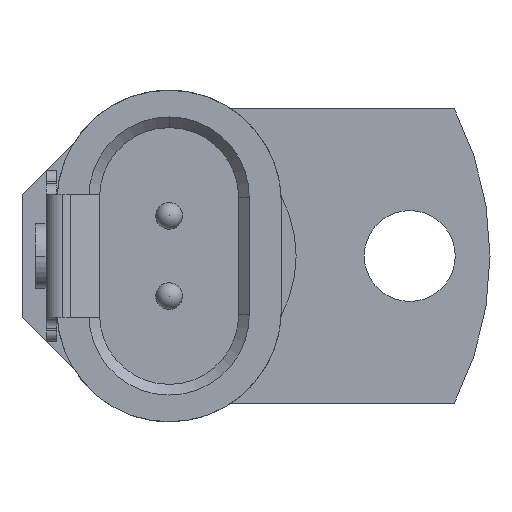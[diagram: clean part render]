
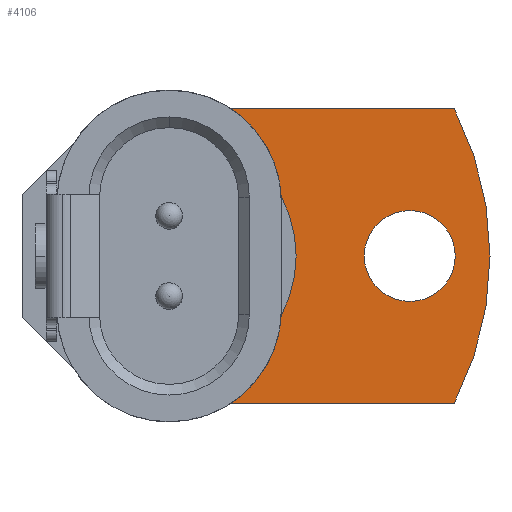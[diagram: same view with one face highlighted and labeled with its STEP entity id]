
A CAD part, front view. The second image highlights one B-rep face of the part: STEP entity #4106.
In plain terms, the highlighted planar face has unit normal (0, -1, 0).
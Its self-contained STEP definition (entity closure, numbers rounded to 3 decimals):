
#261 = CARTESIAN_POINT ( 'NONE',  ( 8.5, 0., -2.75 ) ) ;
#269 = DIRECTION ( 'NONE',  ( 0., -1., 0. ) ) ;
#315 = VERTEX_POINT ( 'NONE', #10585 ) ;
#335 = DIRECTION ( 'NONE',  ( 0., 1., 0. ) ) ;
#454 = EDGE_CURVE ( 'Defeature ausgef�hrt2_53+Defeature ausgef�hrt2_67+Defeature ausgef�hrt2_74+Defeature ausgef�hrt2_56', #315, #845, #4680, .T. ) ;
#489 = ORIENTED_EDGE ( 'NONE', *, *, #3695, .F. ) ;
#845 = VERTEX_POINT ( 'NONE', #7249 ) ;
#928 = VERTEX_POINT ( 'NONE', #6784 ) ;
#1030 = DIRECTION ( 'NONE',  ( 0., 0., 1. ) ) ;
#1032 = DIRECTION ( 'NONE',  ( 0., 0., 1. ) ) ;
#1082 = PLANE ( 'NONE',  #3532 ) ;
#1149 = AXIS2_PLACEMENT_3D ( 'NONE', #6454, #2942, #1030 ) ;
#1181 = EDGE_CURVE ( 'Defeature ausgef�hrt2_52+Defeature ausgef�hrt2_53+Defeature ausgef�hrt2_57+Defeature ausgef�hrt2_56', #8717, #928, #9413, .T. ) ;
#1230 = VERTEX_POINT ( 'NONE', #6643 ) ;
#1243 = VERTEX_POINT ( 'NONE', #10181 ) ;
#1322 = VERTEX_POINT ( 'NONE', #6926 ) ;
#2036 = EDGE_CURVE ( 'Defeature ausgef�hrt2_53+Defeature ausgef�hrt2_74+Defeature ausgef�hrt2_69+Defeature ausgef�hrt2_67', #8645, #315, #10011, .T. ) ;
#2176 = CARTESIAN_POINT ( 'NONE',  ( 0., 0., 0. ) ) ;
#2515 = ORIENTED_EDGE ( 'NONE', *, *, #1181, .F. ) ;
#2780 = CIRCLE ( 'NONE', #4647, 0.85 ) ;
#2888 = AXIS2_PLACEMENT_3D ( 'NONE', #9531, #7885, #9638 ) ;
#2892 = DIRECTION ( 'NONE',  ( 0., -1., 0. ) ) ;
#2942 = DIRECTION ( 'NONE',  ( 0., 1., 0. ) ) ;
#3137 = CARTESIAN_POINT ( 'NONE',  ( 0., 0., 0. ) ) ;
#3268 = EDGE_LOOP ( 'NONE', ( #5339, #7473, #5619, #2515, #10578, #9267 ) ) ;
#3532 = AXIS2_PLACEMENT_3D ( 'NONE', #2176, #7425, #10978 ) ;
#3567 = DIRECTION ( 'NONE',  ( -1., 0., 0. ) ) ;
#3695 = EDGE_CURVE ( 'Defeature ausgef�hrt2_131+Defeature ausgef�hrt2_53+Defeature ausgef�hrt2_53+Defeature ausgef�hrt2_53', #1230, #1243, #2780, .T. ) ;
#3707 = ORIENTED_EDGE ( 'NONE', *, *, #5892, .F. ) ;
#3822 = DIRECTION ( 'NONE',  ( 0., 0., 1. ) ) ;
#3855 = VECTOR ( 'NONE', #3567, 1000. ) ;
#4057 = CIRCLE ( 'NONE', #10566, 2.1 ) ;
#4106 = ADVANCED_FACE ( 'Defeature ausgef�hrt2_53', ( #7314, #8189 ), #1082, .F. ) ;
#4274 = CIRCLE ( 'NONE', #4450, 0.85 ) ;
#4450 = AXIS2_PLACEMENT_3D ( 'NONE', #4699, #269, #1032 ) ;
#4647 = AXIS2_PLACEMENT_3D ( 'NONE', #10875, #2892, #3822 ) ;
#4680 = CIRCLE ( 'NONE', #1149, 2.1 ) ;
#4699 = CARTESIAN_POINT ( 'NONE',  ( 4.5, 0., 0. ) ) ;
#4803 = LINE ( 'NONE', #261, #6831 ) ;
#5339 = ORIENTED_EDGE ( 'NONE', *, *, #2036, .T. ) ;
#5573 = DIRECTION ( 'NONE',  ( 1., 0., 0. ) ) ;
#5619 = ORIENTED_EDGE ( 'NONE', *, *, #8857, .T. ) ;
#5706 = DIRECTION ( 'NONE',  ( 0., 0., 1. ) ) ;
#5767 = CARTESIAN_POINT ( 'NONE',  ( 2.097, 0., 1.115 ) ) ;
#5892 = EDGE_CURVE ( 'Defeature ausgef�hrt2_131+Defeature ausgef�hrt2_53+Defeature ausgef�hrt2_53+Defeature ausgef�hrt2_53', #1243, #1230, #4274, .T. ) ;
#6245 = EDGE_CURVE ( 'Defeature ausgef�hrt2_53+Defeature ausgef�hrt2_57+Defeature ausgef�hrt2_52+Defeature ausgef�hrt2_69', #8717, #1322, #10801, .T. ) ;
#6454 = CARTESIAN_POINT ( 'NONE',  ( 0., 0., -1. ) ) ;
#6643 = CARTESIAN_POINT ( 'NONE',  ( 4.5, 0., -0.85 ) ) ;
#6709 = EDGE_CURVE ( 'Defeature ausgef�hrt2_69+Defeature ausgef�hrt2_53+Defeature ausgef�hrt2_74+Defeature ausgef�hrt2_66', #8645, #1322, #4057, .T. ) ;
#6784 = CARTESIAN_POINT ( 'NONE',  ( 5.333, 0., -2.75 ) ) ;
#6831 = VECTOR ( 'NONE', #5573, 1000. ) ;
#6926 = CARTESIAN_POINT ( 'NONE',  ( 1.161, 0., 2.75 ) ) ;
#7138 = CARTESIAN_POINT ( 'NONE',  ( 5.333, 0., 2.75 ) ) ;
#7249 = CARTESIAN_POINT ( 'NONE',  ( 1.161, 0., -2.75 ) ) ;
#7314 = FACE_BOUND ( 'NONE', #9155, .T. ) ;
#7425 = DIRECTION ( 'NONE',  ( 0., 1., 0. ) ) ;
#7473 = ORIENTED_EDGE ( 'NONE', *, *, #454, .T. ) ;
#7885 = DIRECTION ( 'NONE',  ( 0., 1., 0. ) ) ;
#8189 = FACE_OUTER_BOUND ( 'NONE', #3268, .T. ) ;
#8645 = VERTEX_POINT ( 'NONE', #5767 ) ;
#8717 = VERTEX_POINT ( 'NONE', #7138 ) ;
#8857 = EDGE_CURVE ( 'Defeature ausgef�hrt2_53+Defeature ausgef�hrt2_56+Defeature ausgef�hrt2_67+Defeature ausgef�hrt2_52', #845, #928, #4803, .T. ) ;
#8916 = CARTESIAN_POINT ( 'NONE',  ( 0., 0., 1. ) ) ;
#9155 = EDGE_LOOP ( 'NONE', ( #3707, #489 ) ) ;
#9251 = DIRECTION ( 'NONE',  ( 0., 0., -1. ) ) ;
#9267 = ORIENTED_EDGE ( 'NONE', *, *, #6709, .F. ) ;
#9413 = CIRCLE ( 'NONE', #10897, 6. ) ;
#9531 = CARTESIAN_POINT ( 'NONE',  ( 0., 0., 0. ) ) ;
#9638 = DIRECTION ( 'NONE',  ( 0., 0., -1. ) ) ;
#9867 = CARTESIAN_POINT ( 'NONE',  ( 8.5, 0., 2.75 ) ) ;
#10011 = CIRCLE ( 'NONE', #2888, 2.375 ) ;
#10181 = CARTESIAN_POINT ( 'NONE',  ( 4.5, 0., 0.85 ) ) ;
#10566 = AXIS2_PLACEMENT_3D ( 'NONE', #8916, #10781, #5706 ) ;
#10578 = ORIENTED_EDGE ( 'NONE', *, *, #6245, .T. ) ;
#10585 = CARTESIAN_POINT ( 'NONE',  ( 2.097, 0., -1.115 ) ) ;
#10781 = DIRECTION ( 'NONE',  ( 0., -1., 0. ) ) ;
#10801 = LINE ( 'NONE', #9867, #3855 ) ;
#10875 = CARTESIAN_POINT ( 'NONE',  ( 4.5, 0., 0. ) ) ;
#10897 = AXIS2_PLACEMENT_3D ( 'NONE', #3137, #335, #9251 ) ;
#10978 = DIRECTION ( 'NONE',  ( 0., 0., -1. ) ) ;
